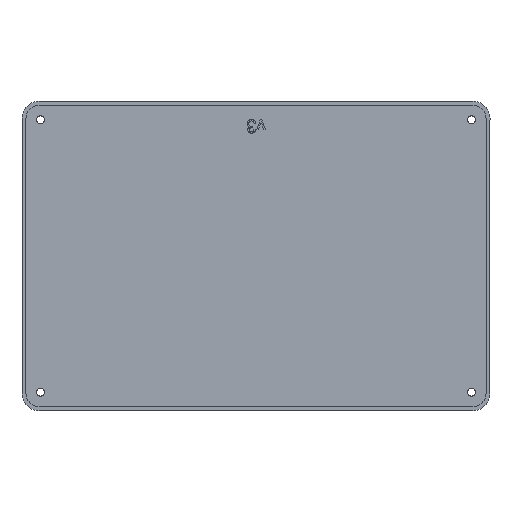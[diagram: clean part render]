
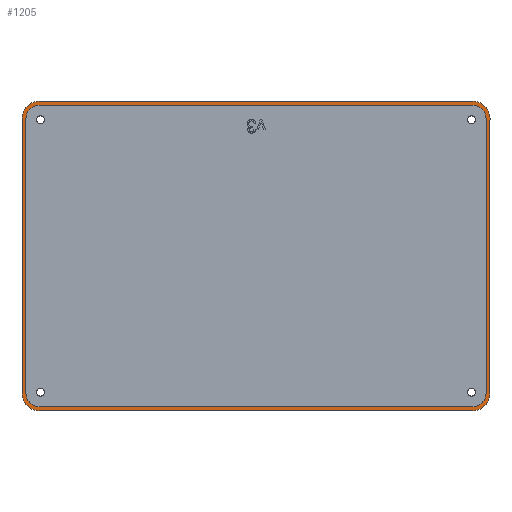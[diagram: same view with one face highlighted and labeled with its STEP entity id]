
A CAD part, top view. The second image highlights one B-rep face of the part: STEP entity #1205.
In plain terms, the highlighted planar face has unit normal (0, 0, 1).
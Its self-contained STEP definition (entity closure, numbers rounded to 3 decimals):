
#21=FACE_BOUND('',#275,.T.);
#39=CIRCLE('',#1254,6.45);
#41=CIRCLE('',#1257,4.95);
#43=CIRCLE('',#1261,4.95);
#45=CIRCLE('',#1265,4.95);
#47=CIRCLE('',#1269,4.95);
#48=CIRCLE('',#1273,6.45);
#49=CIRCLE('',#1274,6.45);
#50=CIRCLE('',#1275,6.45);
#204=FACE_OUTER_BOUND('',#274,.T.);
#274=EDGE_LOOP('',(#1071,#1072,#1073,#1074,#1075,#1076,#1077,#1078));
#275=EDGE_LOOP('',(#1079,#1080,#1081,#1082,#1083,#1084,#1085,#1086));
#357=LINE('',#2279,#452);
#361=LINE('',#2291,#456);
#365=LINE('',#2303,#460);
#368=LINE('',#2312,#463);
#369=LINE('',#2316,#464);
#370=LINE('',#2320,#465);
#371=LINE('',#2324,#466);
#372=LINE('',#2327,#467);
#452=VECTOR('',#1420,1000.);
#456=VECTOR('',#1432,1000.);
#460=VECTOR('',#1444,1000.);
#463=VECTOR('',#1455,1000.);
#464=VECTOR('',#1460,1000.);
#465=VECTOR('',#1463,1000.);
#466=VECTOR('',#1466,1000.);
#467=VECTOR('',#1469,1000.);
#565=VERTEX_POINT('',#2258);
#567=VERTEX_POINT('',#2262);
#570=VERTEX_POINT('',#2269);
#571=VERTEX_POINT('',#2271);
#573=VERTEX_POINT('',#2277);
#575=VERTEX_POINT('',#2283);
#577=VERTEX_POINT('',#2289);
#579=VERTEX_POINT('',#2295);
#581=VERTEX_POINT('',#2301);
#583=VERTEX_POINT('',#2307);
#584=VERTEX_POINT('',#2315);
#585=VERTEX_POINT('',#2317);
#586=VERTEX_POINT('',#2319);
#587=VERTEX_POINT('',#2321);
#588=VERTEX_POINT('',#2323);
#589=VERTEX_POINT('',#2325);
#728=EDGE_CURVE('',#567,#565,#39,.T.);
#731=EDGE_CURVE('',#571,#570,#41,.T.);
#735=EDGE_CURVE('',#570,#573,#357,.T.);
#738=EDGE_CURVE('',#573,#575,#43,.T.);
#741=EDGE_CURVE('',#575,#577,#361,.T.);
#744=EDGE_CURVE('',#577,#579,#45,.T.);
#747=EDGE_CURVE('',#579,#581,#365,.T.);
#750=EDGE_CURVE('',#581,#583,#47,.T.);
#752=EDGE_CURVE('',#583,#571,#368,.T.);
#753=EDGE_CURVE('',#584,#567,#369,.T.);
#754=EDGE_CURVE('',#585,#584,#48,.T.);
#755=EDGE_CURVE('',#586,#585,#370,.T.);
#756=EDGE_CURVE('',#587,#586,#49,.T.);
#757=EDGE_CURVE('',#588,#587,#371,.T.);
#758=EDGE_CURVE('',#589,#588,#50,.T.);
#759=EDGE_CURVE('',#565,#589,#372,.T.);
#1071=ORIENTED_EDGE('',*,*,#728,.F.);
#1072=ORIENTED_EDGE('',*,*,#753,.F.);
#1073=ORIENTED_EDGE('',*,*,#754,.F.);
#1074=ORIENTED_EDGE('',*,*,#755,.F.);
#1075=ORIENTED_EDGE('',*,*,#756,.F.);
#1076=ORIENTED_EDGE('',*,*,#757,.F.);
#1077=ORIENTED_EDGE('',*,*,#758,.F.);
#1078=ORIENTED_EDGE('',*,*,#759,.F.);
#1079=ORIENTED_EDGE('',*,*,#752,.T.);
#1080=ORIENTED_EDGE('',*,*,#731,.T.);
#1081=ORIENTED_EDGE('',*,*,#735,.T.);
#1082=ORIENTED_EDGE('',*,*,#738,.T.);
#1083=ORIENTED_EDGE('',*,*,#741,.T.);
#1084=ORIENTED_EDGE('',*,*,#744,.T.);
#1085=ORIENTED_EDGE('',*,*,#747,.T.);
#1086=ORIENTED_EDGE('',*,*,#750,.T.);
#1144=PLANE('',#1272);
#1205=ADVANCED_FACE('',(#204,#21),#1144,.F.);
#1254=AXIS2_PLACEMENT_3D('',#2264,#1406,#1407);
#1257=AXIS2_PLACEMENT_3D('',#2272,#1413,#1414);
#1261=AXIS2_PLACEMENT_3D('',#2285,#1426,#1427);
#1265=AXIS2_PLACEMENT_3D('',#2297,#1438,#1439);
#1269=AXIS2_PLACEMENT_3D('',#2309,#1450,#1451);
#1272=AXIS2_PLACEMENT_3D('',#2314,#1458,#1459);
#1273=AXIS2_PLACEMENT_3D('',#2318,#1461,#1462);
#1274=AXIS2_PLACEMENT_3D('',#2322,#1464,#1465);
#1275=AXIS2_PLACEMENT_3D('',#2326,#1467,#1468);
#1406=DIRECTION('center_axis',(0.,0.,-1.));
#1407=DIRECTION('ref_axis',(0.,1.,0.));
#1413=DIRECTION('center_axis',(0.,0.,-1.));
#1414=DIRECTION('ref_axis',(0.,-1.,0.));
#1420=DIRECTION('',(-1.,0.,0.));
#1426=DIRECTION('center_axis',(0.,0.,-1.));
#1427=DIRECTION('ref_axis',(0.,1.,0.));
#1432=DIRECTION('',(0.,1.,0.));
#1438=DIRECTION('center_axis',(0.,0.,-1.));
#1439=DIRECTION('ref_axis',(0.,-1.,0.));
#1444=DIRECTION('',(1.,0.,0.));
#1450=DIRECTION('center_axis',(0.,0.,-1.));
#1451=DIRECTION('ref_axis',(0.,1.,0.));
#1455=DIRECTION('',(0.,-1.,0.));
#1458=DIRECTION('center_axis',(0.,0.,-1.));
#1459=DIRECTION('ref_axis',(0.,1.,0.));
#1460=DIRECTION('',(0.,-1.,0.));
#1461=DIRECTION('center_axis',(0.,0.,-1.));
#1462=DIRECTION('ref_axis',(0.,1.,0.));
#1463=DIRECTION('',(1.,0.,0.));
#1464=DIRECTION('center_axis',(0.,0.,-1.));
#1465=DIRECTION('ref_axis',(0.,1.,0.));
#1466=DIRECTION('',(0.,1.,0.));
#1467=DIRECTION('center_axis',(0.,0.,-1.));
#1468=DIRECTION('ref_axis',(0.,1.,0.));
#1469=DIRECTION('',(-1.,0.,0.));
#2258=CARTESIAN_POINT('',(102.725,-55.362,-5.369));
#2262=CARTESIAN_POINT('',(109.175,-48.912,-5.369));
#2264=CARTESIAN_POINT('Origin',(102.725,-48.912,-5.369));
#2269=CARTESIAN_POINT('',(102.725,-53.862,-5.369));
#2271=CARTESIAN_POINT('',(107.675,-48.912,-5.369));
#2272=CARTESIAN_POINT('Origin',(102.725,-48.912,-5.369));
#2277=CARTESIAN_POINT('',(-60.975,-53.862,-5.369));
#2279=CARTESIAN_POINT('',(102.725,-53.862,-5.369));
#2283=CARTESIAN_POINT('',(-65.925,-48.912,-5.369));
#2285=CARTESIAN_POINT('Origin',(-60.975,-48.912,-5.369));
#2289=CARTESIAN_POINT('',(-65.925,54.913,-5.369));
#2291=CARTESIAN_POINT('',(-65.925,-48.912,-5.369));
#2295=CARTESIAN_POINT('',(-60.975,59.863,-5.369));
#2297=CARTESIAN_POINT('Origin',(-60.975,54.913,-5.369));
#2301=CARTESIAN_POINT('',(102.725,59.863,-5.369));
#2303=CARTESIAN_POINT('',(-60.975,59.863,-5.369));
#2307=CARTESIAN_POINT('',(107.675,54.913,-5.369));
#2309=CARTESIAN_POINT('Origin',(102.725,54.913,-5.369));
#2312=CARTESIAN_POINT('',(107.675,-48.912,-5.369));
#2314=CARTESIAN_POINT('Origin',(102.725,-48.912,-5.369));
#2315=CARTESIAN_POINT('',(109.175,54.913,-5.369));
#2316=CARTESIAN_POINT('',(109.175,54.913,-5.369));
#2317=CARTESIAN_POINT('',(102.725,61.363,-5.369));
#2318=CARTESIAN_POINT('Origin',(102.725,54.913,-5.369));
#2319=CARTESIAN_POINT('',(-60.975,61.363,-5.369));
#2320=CARTESIAN_POINT('',(-60.975,61.363,-5.369));
#2321=CARTESIAN_POINT('',(-67.425,54.913,-5.369));
#2322=CARTESIAN_POINT('Origin',(-60.975,54.913,-5.369));
#2323=CARTESIAN_POINT('',(-67.425,-48.912,-5.369));
#2324=CARTESIAN_POINT('',(-67.425,-48.912,-5.369));
#2325=CARTESIAN_POINT('',(-60.975,-55.362,-5.369));
#2326=CARTESIAN_POINT('Origin',(-60.975,-48.912,-5.369));
#2327=CARTESIAN_POINT('',(102.725,-55.362,-5.369));
